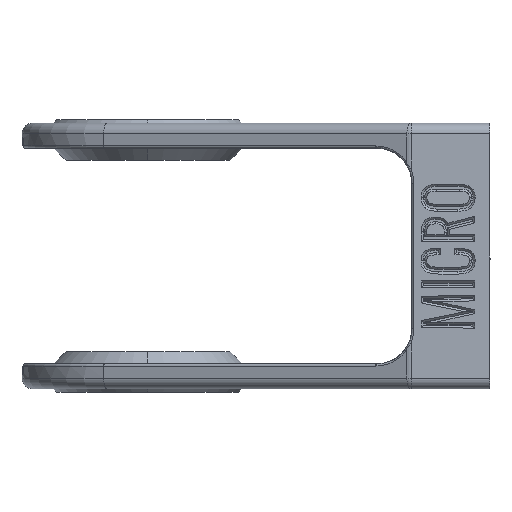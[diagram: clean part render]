
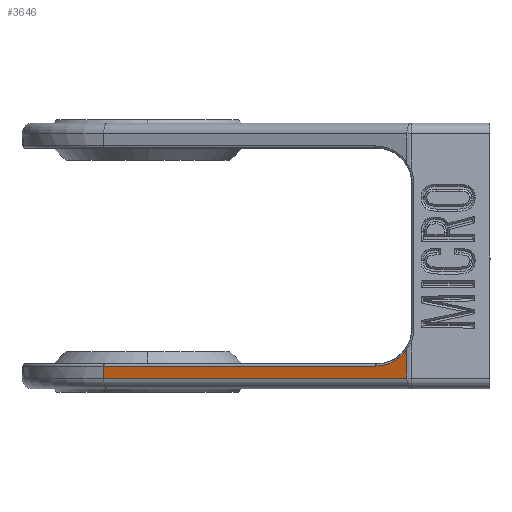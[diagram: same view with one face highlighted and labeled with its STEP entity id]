
A CAD part, left-side view. The second image highlights one B-rep face of the part: STEP entity #3646.
In plain terms, the highlighted planar face has unit normal (-0.94, 0.341, 0).
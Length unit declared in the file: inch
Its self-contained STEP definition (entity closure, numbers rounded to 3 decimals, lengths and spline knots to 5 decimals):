
#3244 = VECTOR ( 'NONE', #21711, 39.37008 ) ;
#3562 = ORIENTED_EDGE ( 'NONE', *, *, #17702, .T. ) ;
#3646 = ADVANCED_FACE ( 'NONE', ( #25894 ), #24328, .T. ) ;
#4195 = EDGE_CURVE ( 'NONE', #15528, #6600, #4411, .T. ) ;
#4342 = VERTEX_POINT ( 'NONE', #22405 ) ;
#4411 = LINE ( 'NONE', #13072, #3244 ) ;
#5977 = CARTESIAN_POINT ( 'NONE',  ( -4.51028, -0.20495, -9.74247 ) ) ;
#6088 = CARTESIAN_POINT ( 'NONE',  ( -3.91944, 1.42273, -10.15 ) ) ;
#6401 = CARTESIAN_POINT ( 'NONE',  ( -4.34983, 0.23704, -9.98 ) ) ;
#6600 = VERTEX_POINT ( 'NONE', #10765 ) ;
#6604 = DIRECTION ( 'NONE',  ( 0., 0., 1. ) ) ;
#6664 =( BOUNDED_CURVE ( )  B_SPLINE_CURVE ( 3, ( #5977, #10525, #12791, #6401 ),
 .UNSPECIFIED., .F., .F. ) 
 B_SPLINE_CURVE_WITH_KNOTS ( ( 4, 4 ),
 ( 3.72616, 4.71239 ),
 .UNSPECIFIED. ) 
 CURVE ( )  GEOMETRIC_REPRESENTATION_ITEM ( )  RATIONAL_B_SPLINE_CURVE ( ( 1., 0.921, 0.921, 1. ) ) 
 REPRESENTATION_ITEM ( '' )  );
#6754 = DIRECTION ( 'NONE',  ( -0.94, 0.341, 0. ) ) ;
#6803 = EDGE_LOOP ( 'NONE', ( #18874, #3562, #19314, #23402, #19115 ) ) ;
#7488 = CARTESIAN_POINT ( 'NONE',  ( -4.34983, 0.23704, -9.98 ) ) ;
#9930 = VERTEX_POINT ( 'NONE', #7488 ) ;
#10525 = CARTESIAN_POINT ( 'NONE',  ( -4.47388, -0.10469, -9.89399 ) ) ;
#10765 = CARTESIAN_POINT ( 'NONE',  ( -2.95429, 4.08159, -9.98 ) ) ;
#10956 = EDGE_CURVE ( 'NONE', #4342, #21304, #11607, .T. ) ;
#11607 = LINE ( 'NONE', #15715, #23042 ) ;
#11905 = CARTESIAN_POINT ( 'NONE',  ( -2.95429, 4.08159, -10.15 ) ) ;
#12088 = VECTOR ( 'NONE', #26183, 39.37008 ) ;
#12422 = AXIS2_PLACEMENT_3D ( 'NONE', #13550, #6754, #6604 ) ;
#12428 = CARTESIAN_POINT ( 'NONE',  ( -4.51028, -0.20495, -9.74247 ) ) ;
#12791 = CARTESIAN_POINT ( 'NONE',  ( -4.41579, 0.05535, -9.98 ) ) ;
#13072 = CARTESIAN_POINT ( 'NONE',  ( -2.95429, 4.08159, -10.3 ) ) ;
#13550 = CARTESIAN_POINT ( 'NONE',  ( -3.91944, 1.42273, -10.3 ) ) ;
#13970 = VECTOR ( 'NONE', #23390, 39.37008 ) ;
#15528 = VERTEX_POINT ( 'NONE', #11905 ) ;
#15715 = CARTESIAN_POINT ( 'NONE',  ( -4.51028, -0.20495, -10.3 ) ) ;
#15832 = CARTESIAN_POINT ( 'NONE',  ( -2.95429, 4.08159, -9.98 ) ) ;
#17702 = EDGE_CURVE ( 'NONE', #21304, #9930, #6664, .T. ) ;
#18874 = ORIENTED_EDGE ( 'NONE', *, *, #10956, .T. ) ;
#19115 = ORIENTED_EDGE ( 'NONE', *, *, #27310, .T. ) ;
#19314 = ORIENTED_EDGE ( 'NONE', *, *, #24485, .T. ) ;
#20226 = LINE ( 'NONE', #15832, #12088 ) ;
#21304 = VERTEX_POINT ( 'NONE', #12428 ) ;
#21711 = DIRECTION ( 'NONE',  ( 0., 0., 1. ) ) ;
#22374 = DIRECTION ( 'NONE',  ( 0., 0., 1. ) ) ;
#22405 = CARTESIAN_POINT ( 'NONE',  ( -4.51028, -0.20495, -10.15 ) ) ;
#23042 = VECTOR ( 'NONE', #22374, 39.37008 ) ;
#23390 = DIRECTION ( 'NONE',  ( -0.341, -0.94, 0. ) ) ;
#23402 = ORIENTED_EDGE ( 'NONE', *, *, #4195, .F. ) ;
#24328 = PLANE ( 'NONE',  #12422 ) ;
#24485 = EDGE_CURVE ( 'NONE', #9930, #6600, #20226, .T. ) ;
#25515 = LINE ( 'NONE', #6088, #13970 ) ;
#25894 = FACE_OUTER_BOUND ( 'NONE', #6803, .T. ) ;
#26183 = DIRECTION ( 'NONE',  ( 0.341, 0.94, 0. ) ) ;
#27310 = EDGE_CURVE ( 'NONE', #15528, #4342, #25515, .T. ) ;
